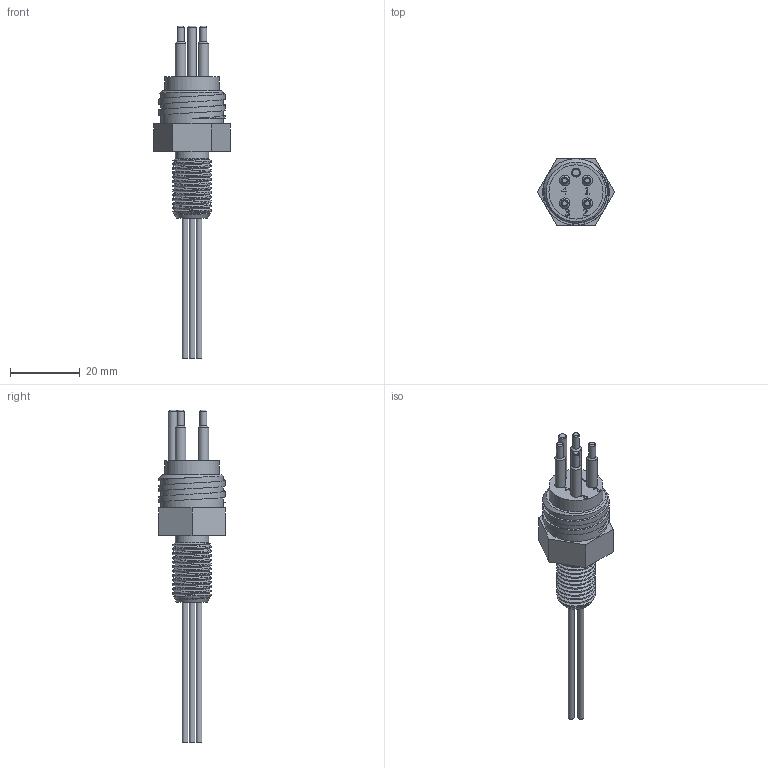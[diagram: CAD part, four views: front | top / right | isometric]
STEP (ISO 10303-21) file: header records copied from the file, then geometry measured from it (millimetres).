
FILE_DESCRIPTION(/* description */ (''),/* implementation_level */ '2;1');
FILE_NAME(/* name */ 'MCBH4M-G2.stp',/* time_stamp */ '2014-11-25T11:51:18+01:00',/* author */ ('sh'),/* organization */ (''),/* preprocessor_version */ 'ST-DEVELOPER v15.2',/* originating_system */ 'Autodesk Inventor 2014',/* authorisation */ '');
FILE_SCHEMA (('AUTOMOTIVE_DESIGN { 1 0 10303 214 3 1 1 }'));
Length unit declared in the file: millimetre
Products named in the file (1): MCBH4M-G2
Bounding box: 21.94 x 19 x 95 mm (x, y, z)
Volume: 8029.7 mm3; surface area: 4577.6 mm2
Topology: 1 solids, 1 shells, 138 faces, 334 edges, 217 vertices
Faces by surface type: plane 66, bspline 35, cylinder 22, cone 13, torus 2
Full cylindrical faces by diameter (mm): 1.7 x4, 2 x4, 2.5 x1, 3 x4, 9.5 x1, 12.5 x1, 15.5 x1, 16 x1, 17.9 x2
Entity records: 6684 total; most frequent: CARTESIAN_POINT 3771, ORIENTED_EDGE 580, DIRECTION 466, EDGE_CURVE 290, VERTEX_POINT 208, EDGE_LOOP 186, LINE 164, VECTOR 164
